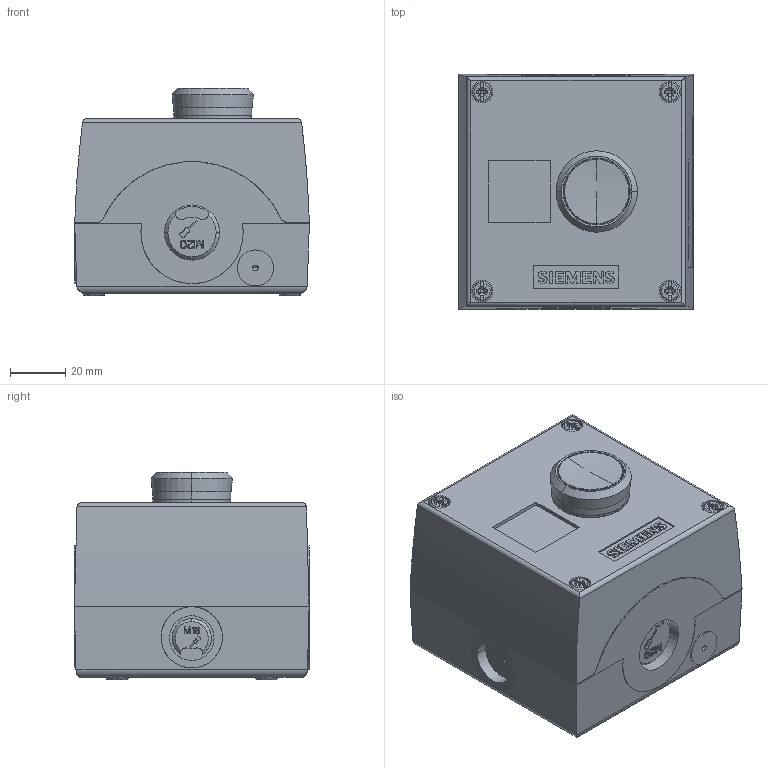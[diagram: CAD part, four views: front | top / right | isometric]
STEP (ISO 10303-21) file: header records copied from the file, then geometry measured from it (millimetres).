
FILE_DESCRIPTION(('STEP AP214'),'1');
FILE_NAME('cctmp_E9E02E7B-14DF-4FE9-9E63-F771E9B515E1_2023_07_21_16_15_00_0901..stp','2023-07-21T14:15:02',('SIEMENS A&D'),('CADClick - www.CADClick.com'),'Spatial InterOp 3D postprocessed',' ','unknown authorization');
FILE_SCHEMA(('AUTOMOTIVE_DESIGN'));
Length unit declared in the file: millimetre
Products named in the file (4): cc_unnamed; 2023_07_21_16_15_00_0840; 2023_07_21_16_15_00_0837; 2023_07_21_16_15_00_0833
Assembly tree (3 placements, depth 2):
  cc_unnamed
    2023_07_21_16_15_00_0840
    2023_07_21_16_15_00_0837
    2023_07_21_16_15_00_0833
Bounding box: 85.06 x 85.2 x 75 mm (x, y, z)
Volume: 406941.5 mm3; surface area: 58607.6 mm2
Topology: 3 solids, 5 shells, 1519 faces, 4196 edges, 2774 vertices
Faces by surface type: plane 1001, cylinder 320, extrusion 90, cone 74, torus 28, sphere 6
Entity records: 61691 total; most frequent: CARTESIAN_POINT 14238, ORIENTED_EDGE 8380, DIRECTION 7380, EDGE_CURVE 4190, VECTOR 2992, LINE 2902, VERTEX_POINT 2774, STYLED_ITEM 2596
